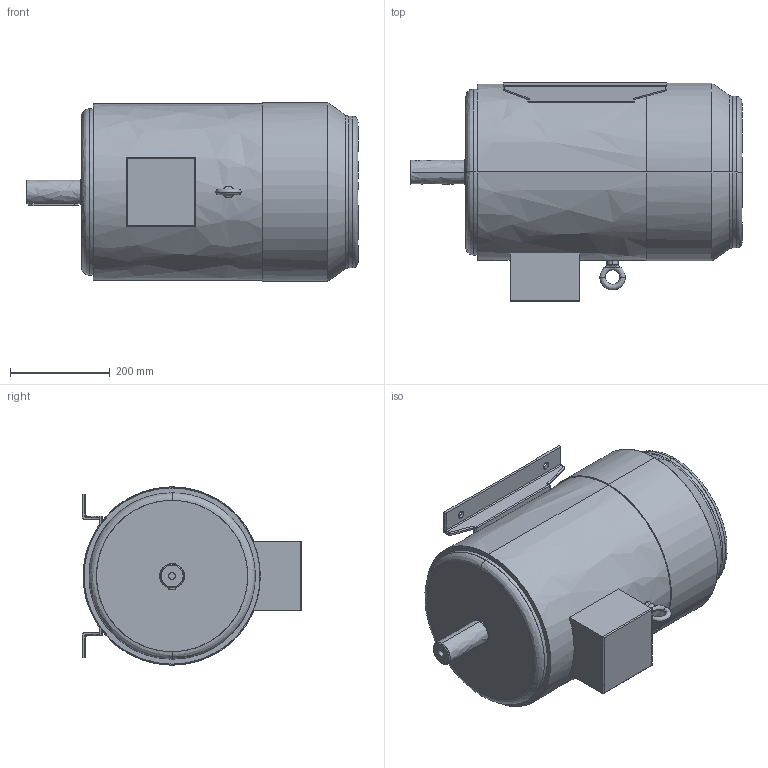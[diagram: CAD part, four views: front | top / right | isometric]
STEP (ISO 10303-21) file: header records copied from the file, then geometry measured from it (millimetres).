
FILE_DESCRIPTION(('FreeCAD Model'),'2;1');
FILE_NAME('W-DA 180M B3.step','2017-06-12T08:35:35',('Author'),(''), 'Open CASCADE STEP processor 6.8','FreeCAD','Unknown');
FILE_SCHEMA(('AUTOMOTIVE_DESIGN_CC2 { 1 2 10303 214 -1 1 5 4 }'));
Length unit declared in the file: millimetre
Products named in the file (2): ASSEMBLY; W_DA_180M_B3
Assembly tree (1 placements, depth 2):
  ASSEMBLY
    W_DA_180M_B3
Bounding box: 667 x 440 x 358 mm (x, y, z)
Surface area: 969361.4 mm2 (no closed solid volume)
Topology: 0 solids, 147 shells, 147 faces, 708 edges, 700 vertices
Faces by surface type: bspline 147
Entity records: 18911 total; most frequent: CARTESIAN_POINT 11445, B_SPLINE_CURVE_WITH_KNOTS 1088, ORIENTED_EDGE 700, EDGE_CURVE 700, VERTEX_POINT 700, SURFACE_CURVE 700, PCURVE 700, DEFINITIONAL_REPRESENTATION 700
